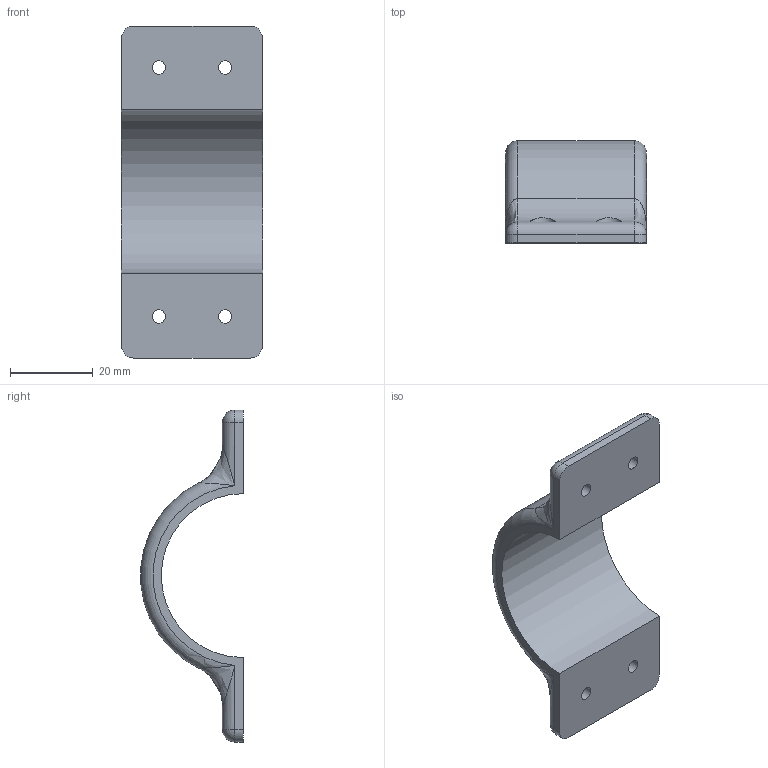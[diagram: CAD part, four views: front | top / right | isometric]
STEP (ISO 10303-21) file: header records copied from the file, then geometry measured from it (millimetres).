
FILE_DESCRIPTION(/* description */ (''),/* implementation_level */ '2;1');
FILE_NAME(/* name */ 'Step''s/1-BerdAir Mount clamp v3.step',/* time_stamp */ '2019-10-20T16:52:52-04:00',/* author */ (''),/* organization */ (''),/* preprocessor_version */ 'ST-DEVELOPER v18',/* originating_system */ 'Autodesk Translation Framework v8.6.0.1094',/* authorisation */ '');
FILE_SCHEMA (('AUTOMOTIVE_DESIGN { 1 0 10303 214 3 1 1 }'));
Length unit declared in the file: millimetre
Products named in the file (1): 1-BerdAir Mount clamp
Bounding box: 34 x 24.66 x 80 mm (x, y, z)
Volume: 16774.5 mm3; surface area: 7958.5 mm2
Topology: 1 solids, 1 shells, 44 faces, 110 edges, 64 vertices
Faces by surface type: cylinder 22, plane 12, bspline 4, sphere 4, torus 2
Full cylindrical faces by diameter (mm): 3.2 x4, 6 x4
Entity records: 1706 total; most frequent: CARTESIAN_POINT 627, DIRECTION 222, ORIENTED_EDGE 212, EDGE_CURVE 106, AXIS2_PLACEMENT_3D 89, VERTEX_POINT 64, EDGE_LOOP 52, CIRCLE 48
